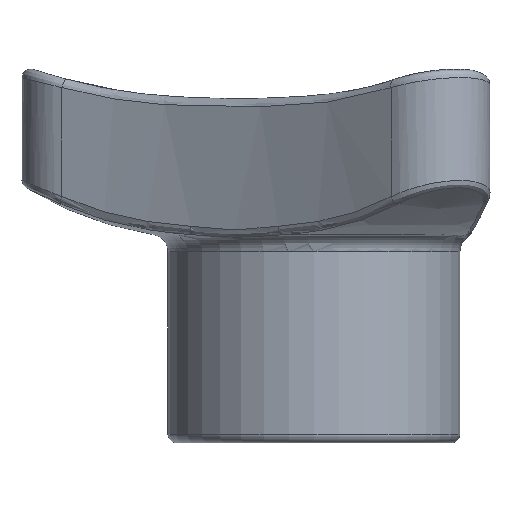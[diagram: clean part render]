
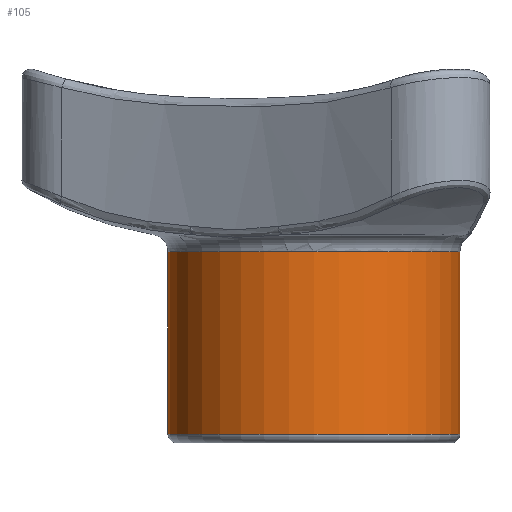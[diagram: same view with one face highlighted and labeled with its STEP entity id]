
A CAD part, left-side view. The second image highlights one B-rep face of the part: STEP entity #105.
In plain terms, the highlighted cylindrical face has radius 8.5 mm (diameter 17 mm), a full revolution.
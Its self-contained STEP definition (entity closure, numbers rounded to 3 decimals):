
#105 = ADVANCED_FACE( '', ( #225, #226 ), #227, .T. );
#225 = FACE_OUTER_BOUND( '', #2254, .T. );
#226 = FACE_OUTER_BOUND( '', #2255, .T. );
#227 = CYLINDRICAL_SURFACE( '', #2256, 8.5 );
#2254 = EDGE_LOOP( '', ( #3342 ) );
#2255 = EDGE_LOOP( '', ( #3343 ) );
#2256 = AXIS2_PLACEMENT_3D( '', #3344, #3345, #3346 );
#3342 = ORIENTED_EDGE( '', *, *, #3521, .T. );
#3343 = ORIENTED_EDGE( '', *, *, #3523, .F. );
#3344 = CARTESIAN_POINT( '', ( 0., 0., 17.99 ) );
#3345 = DIRECTION( '', ( 0., 0., -1. ) );
#3346 = DIRECTION( '', ( 1., 0., 0. ) );
#3521 = EDGE_CURVE( '', #3670, #3670, #3671, .T. );
#3523 = EDGE_CURVE( '', #3673, #3673, #3674, .T. );
#3670 = VERTEX_POINT( '', #5024 );
#3671 = CIRCLE( '', #5025, 8.5 );
#3673 = VERTEX_POINT( '', #5027 );
#3674 = CIRCLE( '', #5028, 8.5 );
#5024 = CARTESIAN_POINT( '', ( 8.5, 0., 0.5 ) );
#5025 = AXIS2_PLACEMENT_3D( '', #5378, #5379, #5380 );
#5027 = CARTESIAN_POINT( '', ( 8.5, 0., 11.131 ) );
#5028 = AXIS2_PLACEMENT_3D( '', #5381, #5382, #5383 );
#5378 = CARTESIAN_POINT( '', ( 0., 0., 0.5 ) );
#5379 = DIRECTION( '', ( 0., 0., 1. ) );
#5380 = DIRECTION( '', ( 1., 0., 0. ) );
#5381 = CARTESIAN_POINT( '', ( 0., 0., 11.131 ) );
#5382 = DIRECTION( '', ( 0., 0., 1. ) );
#5383 = DIRECTION( '', ( 1., 0., 0. ) );
